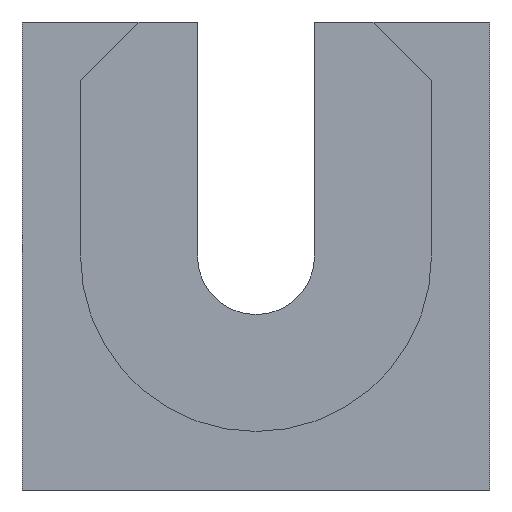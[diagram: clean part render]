
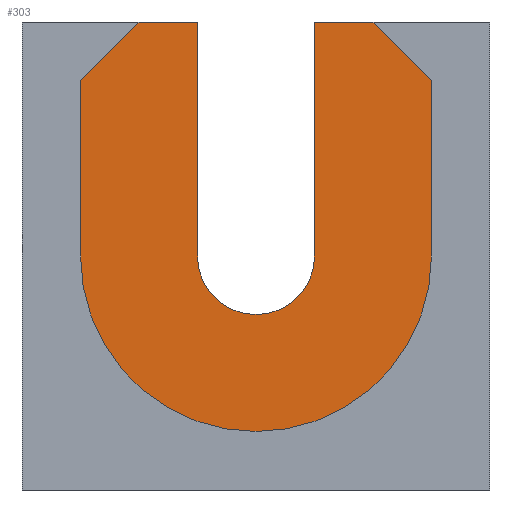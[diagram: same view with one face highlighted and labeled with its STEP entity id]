
A CAD part, left-side view. The second image highlights one B-rep face of the part: STEP entity #303.
In plain terms, the highlighted planar face has unit normal (-1, 0, 0).
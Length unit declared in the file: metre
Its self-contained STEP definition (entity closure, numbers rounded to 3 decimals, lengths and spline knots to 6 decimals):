
#12=CIRCLE('',#331,0.001);
#14=CIRCLE('',#335,0.003);
#62=ORIENTED_EDGE('',*,*,#130,.T.);
#63=ORIENTED_EDGE('',*,*,#131,.T.);
#64=ORIENTED_EDGE('',*,*,#106,.F.);
#65=ORIENTED_EDGE('',*,*,#102,.F.);
#66=ORIENTED_EDGE('',*,*,#128,.T.);
#67=ORIENTED_EDGE('',*,*,#125,.T.);
#68=ORIENTED_EDGE('',*,*,#122,.F.);
#69=ORIENTED_EDGE('',*,*,#132,.F.);
#70=ORIENTED_EDGE('',*,*,#133,.F.);
#71=ORIENTED_EDGE('',*,*,#134,.F.);
#102=EDGE_CURVE('',#144,#145,#172,.T.);
#106=EDGE_CURVE('',#145,#148,#176,.T.);
#122=EDGE_CURVE('',#159,#160,#192,.T.);
#125=EDGE_CURVE('',#162,#160,#195,.T.);
#128=EDGE_CURVE('',#144,#162,#12,.T.);
#130=EDGE_CURVE('',#164,#165,#198,.T.);
#131=EDGE_CURVE('',#165,#148,#199,.T.);
#132=EDGE_CURVE('',#166,#159,#200,.T.);
#133=EDGE_CURVE('',#167,#166,#201,.T.);
#134=EDGE_CURVE('',#164,#167,#14,.T.);
#144=VERTEX_POINT('',#426);
#145=VERTEX_POINT('',#427);
#148=VERTEX_POINT('',#435);
#159=VERTEX_POINT('',#465);
#160=VERTEX_POINT('',#467);
#162=VERTEX_POINT('',#473);
#164=VERTEX_POINT('',#483);
#165=VERTEX_POINT('',#484);
#166=VERTEX_POINT('',#487);
#167=VERTEX_POINT('',#489);
#172=LINE('',#425,#210);
#176=LINE('',#434,#214);
#192=LINE('',#466,#230);
#195=LINE('',#472,#233);
#198=LINE('',#482,#236);
#199=LINE('',#485,#237);
#200=LINE('',#486,#238);
#201=LINE('',#488,#239);
#210=VECTOR('',#347,1.);
#214=VECTOR('',#353,1.);
#230=VECTOR('',#377,1.);
#233=VECTOR('',#382,1.);
#236=VECTOR('',#395,1.);
#237=VECTOR('',#396,1.);
#238=VECTOR('',#397,1.);
#239=VECTOR('',#398,1.);
#257=EDGE_LOOP('',(#62,#63,#64,#65,#66,#67,#68,#69,#70,#71));
#273=FACE_BOUND('',#257,.T.);
#288=PLANE('',#334);
#303=ADVANCED_FACE('',(#273),#288,.F.);
#331=AXIS2_PLACEMENT_3D('',#478,#387,#388);
#334=AXIS2_PLACEMENT_3D('',#481,#393,#394);
#335=AXIS2_PLACEMENT_3D('',#490,#399,#400);
#347=DIRECTION('',(0.,0.,1.));
#353=DIRECTION('',(0.,-1.,0.));
#377=DIRECTION('',(0.,-1.,0.));
#382=DIRECTION('',(0.,0.,1.));
#387=DIRECTION('',(1.,0.,0.));
#388=DIRECTION('',(0.,0.,-1.));
#393=DIRECTION('',(1.,0.,0.));
#394=DIRECTION('',(0.,1.,0.));
#395=DIRECTION('',(0.,0.,1.));
#396=DIRECTION('',(0.,0.707,0.707));
#397=DIRECTION('',(0.,-0.707,0.707));
#398=DIRECTION('',(0.,0.,1.));
#399=DIRECTION('',(1.,0.,0.));
#400=DIRECTION('',(0.,0.,-1.));
#425=CARTESIAN_POINT('',(0.,0.001,-0.013094));
#426=CARTESIAN_POINT('',(0.,0.001,-0.014508));
#427=CARTESIAN_POINT('',(0.,0.001,-0.010508));
#434=CARTESIAN_POINT('',(0.,-0.0015,-0.010508));
#435=CARTESIAN_POINT('',(0.,0.,-0.010508));
#465=CARTESIAN_POINT('',(0.,0.004,-0.010508));
#466=CARTESIAN_POINT('',(0.,0.0055,-0.010508));
#467=CARTESIAN_POINT('',(0.,0.003,-0.010508));
#472=CARTESIAN_POINT('',(0.,0.003,-0.013094));
#473=CARTESIAN_POINT('',(0.,0.003,-0.014508));
#478=CARTESIAN_POINT('',(0.,0.002,-0.014508));
#481=CARTESIAN_POINT('',(0.,0.002,-0.014508));
#482=CARTESIAN_POINT('',(0.,-0.001,-0.013008));
#483=CARTESIAN_POINT('',(0.,-0.001,-0.014508));
#484=CARTESIAN_POINT('',(0.,-0.001,-0.011508));
#485=CARTESIAN_POINT('',(0.,-0.0005,-0.011008));
#486=CARTESIAN_POINT('',(0.,0.0045,-0.011008));
#487=CARTESIAN_POINT('',(0.,0.005,-0.011508));
#488=CARTESIAN_POINT('',(0.,0.005,-0.013008));
#489=CARTESIAN_POINT('',(0.,0.005,-0.014508));
#490=CARTESIAN_POINT('',(0.,0.002,-0.014508));
